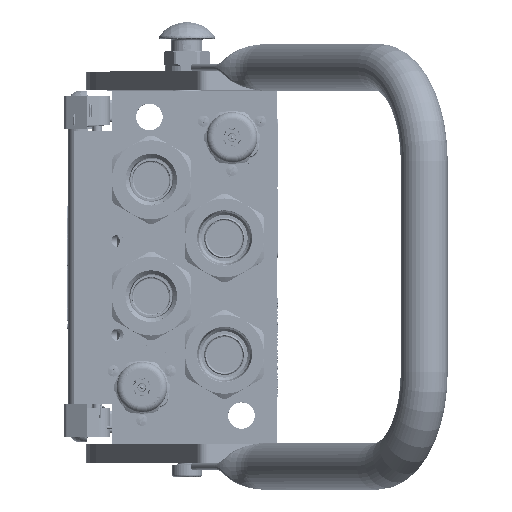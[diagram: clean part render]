
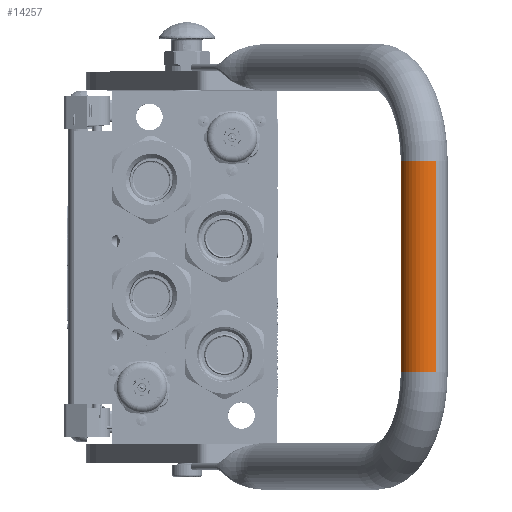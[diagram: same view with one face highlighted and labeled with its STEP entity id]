
A CAD part, top view. The second image highlights one B-rep face of the part: STEP entity #14257.
In plain terms, the highlighted cylindrical face has radius 12.5 mm (diameter 25 mm), a partial arc.
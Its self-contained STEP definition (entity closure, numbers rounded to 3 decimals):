
#501 = DIRECTION ( 'NONE',  ( 0., 0., 1. ) ) ;
#2522 = CARTESIAN_POINT ( 'NONE',  ( 56.25, 0., 155. ) ) ;
#6318 = ORIENTED_EDGE ( 'NONE', *, *, #118257, .F. ) ;
#12259 = LINE ( 'NONE', #163800, #170466 ) ;
#14257 = ADVANCED_FACE ( 'NONE', ( #111626 ), #185658, .T. ) ;
#14287 = ORIENTED_EDGE ( 'NONE', *, *, #81335, .F. ) ;
#15966 = DIRECTION ( 'NONE',  ( 1., 0., 0. ) ) ;
#29340 = EDGE_CURVE ( 'NONE', #144168, #58047, #12259, .T. ) ;
#33681 = CARTESIAN_POINT ( 'NONE',  ( -56.25, 0., 180. ) ) ;
#48867 = DIRECTION ( 'NONE',  ( 0., 0., -1. ) ) ;
#58047 = VERTEX_POINT ( 'NONE', #2522 ) ;
#59693 = EDGE_CURVE ( 'NONE', #97526, #144168, #184495, .T. ) ;
#60114 = DIRECTION ( 'NONE',  ( 1., 0., 0. ) ) ;
#63642 = DIRECTION ( 'NONE',  ( -1., 0., 0. ) ) ;
#64228 = VERTEX_POINT ( 'NONE', #151597 ) ;
#65719 = DIRECTION ( 'NONE',  ( 0., 0., 1. ) ) ;
#71721 = VECTOR ( 'NONE', #60114, 1000. ) ;
#74549 = EDGE_LOOP ( 'NONE', ( #194615, #6318, #14287, #149643 ) ) ;
#81335 = EDGE_CURVE ( 'NONE', #97526, #64228, #165069, .T. ) ;
#85737 = CARTESIAN_POINT ( 'NONE',  ( -56.25, 0., 155. ) ) ;
#88172 = DIRECTION ( 'NONE',  ( 1., 0., 0. ) ) ;
#97048 = CARTESIAN_POINT ( 'NONE',  ( -56.25, 0., 167.5 ) ) ;
#97526 = VERTEX_POINT ( 'NONE', #33681 ) ;
#101427 = AXIS2_PLACEMENT_3D ( 'NONE', #97048, #63642, #48867 ) ;
#104687 = AXIS2_PLACEMENT_3D ( 'NONE', #126706, #142724, #65719 ) ;
#105449 = AXIS2_PLACEMENT_3D ( 'NONE', #154709, #15966, #501 ) ;
#111626 = FACE_OUTER_BOUND ( 'NONE', #74549, .T. ) ;
#118257 = EDGE_CURVE ( 'NONE', #64228, #58047, #186669, .T. ) ;
#126706 = CARTESIAN_POINT ( 'NONE',  ( 56.25, 0., 167.5 ) ) ;
#142724 = DIRECTION ( 'NONE',  ( 1., 0., 0. ) ) ;
#144168 = VERTEX_POINT ( 'NONE', #85737 ) ;
#149643 = ORIENTED_EDGE ( 'NONE', *, *, #59693, .T. ) ;
#151597 = CARTESIAN_POINT ( 'NONE',  ( 56.25, 0., 180. ) ) ;
#154709 = CARTESIAN_POINT ( 'NONE',  ( -56.25, 0., 167.5 ) ) ;
#163800 = CARTESIAN_POINT ( 'NONE',  ( -56.25, 0., 155. ) ) ;
#165069 = LINE ( 'NONE', #183810, #71721 ) ;
#170466 = VECTOR ( 'NONE', #88172, 1000. ) ;
#183810 = CARTESIAN_POINT ( 'NONE',  ( -56.25, 0., 180. ) ) ;
#184495 = CIRCLE ( 'NONE', #105449, 12.5 ) ;
#185658 = CYLINDRICAL_SURFACE ( 'NONE', #101427, 12.5 ) ;
#186669 = CIRCLE ( 'NONE', #104687, 12.5 ) ;
#194615 = ORIENTED_EDGE ( 'NONE', *, *, #29340, .T. ) ;
